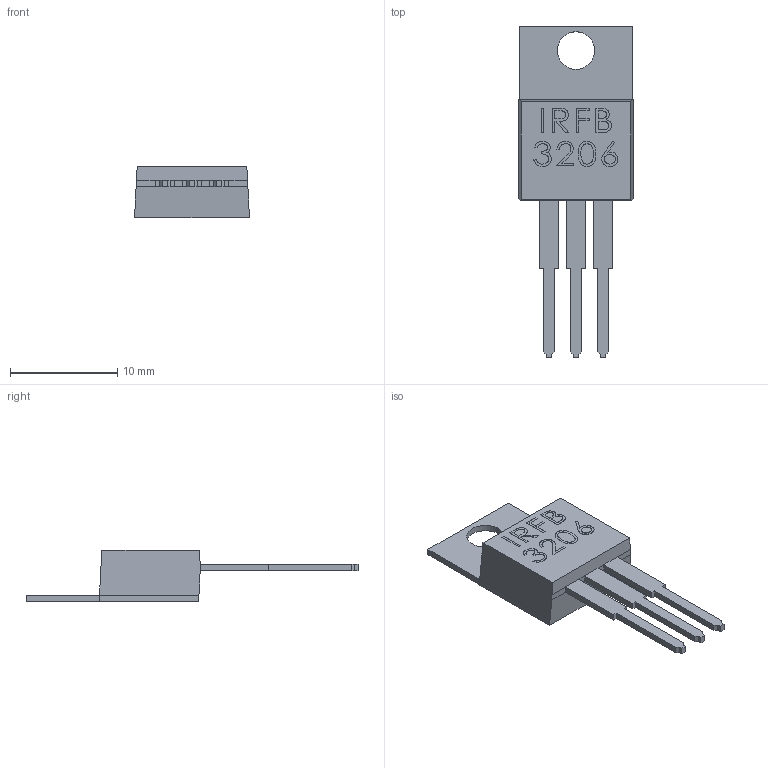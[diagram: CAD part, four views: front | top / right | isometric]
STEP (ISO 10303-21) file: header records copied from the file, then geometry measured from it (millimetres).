
FILE_DESCRIPTION (( 'STEP AP214' ), '1' );
FILE_NAME ('IRFB3206 (normal).STEP', '2022-12-24T00:30:07', ( '' ), ( '' ), 'SwSTEP 2.0', 'SolidWorks 2021', '' );
FILE_SCHEMA (( 'AUTOMOTIVE_DESIGN' ));
Length unit declared in the file: millimetre
Products named in the file (1): IRFB3206 (normal)
Bounding box: 10.67 x 30.99 x 4.84 mm (x, y, z)
Volume: 542.2 mm3; surface area: 696 mm2
Topology: 1 solids, 1 shells, 174 faces, 465 edges, 306 vertices
Faces by surface type: plane 120, bspline 52, cylinder 2
Entity records: 10377 total; most frequent: CARTESIAN_POINT 4438, ORIENTED_EDGE 930, DIRECTION 611, EDGE_CURVE 465, LINE 357, VECTOR 357, VERTEX_POINT 306, EDGE_LOOP 189
